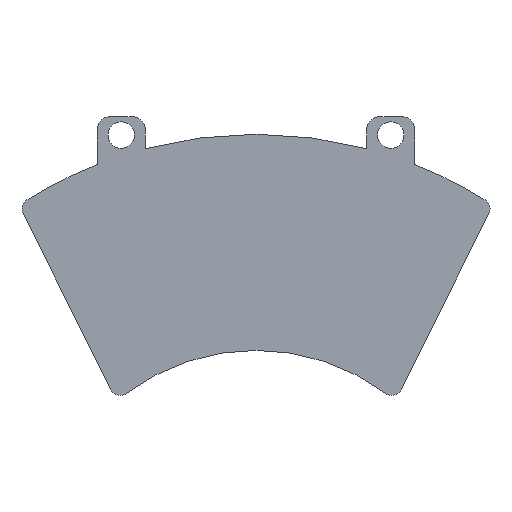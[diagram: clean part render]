
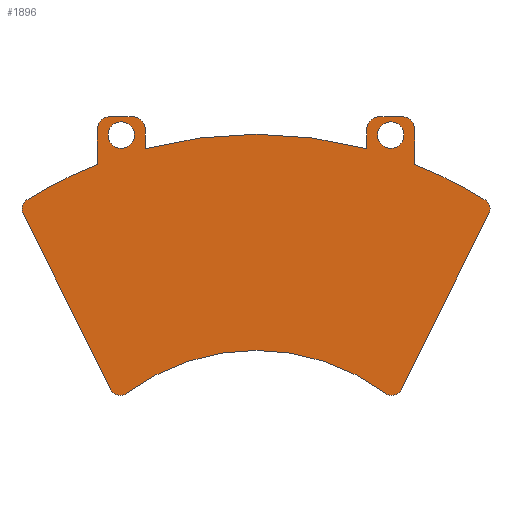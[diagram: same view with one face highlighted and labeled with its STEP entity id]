
A CAD part, front view. The second image highlights one B-rep face of the part: STEP entity #1896.
In plain terms, the highlighted planar face has unit normal (0, -1, 0).
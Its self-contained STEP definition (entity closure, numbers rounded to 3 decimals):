
#57=CARTESIAN_POINT('Line Origine',(60.,-10.,158.439)) ;
#61=CARTESIAN_POINT('Vertex',(60.,-10.,165.)) ;
#63=CARTESIAN_POINT('Vertex',(60.,-10.,151.878)) ;
#97=CARTESIAN_POINT('Axis2P3D Location',(55.,-10.,165.)) ;
#101=CARTESIAN_POINT('Vertex',(55.,-10.,170.)) ;
#128=CARTESIAN_POINT('Line Origine',(50.91,-10.,170.)) ;
#132=CARTESIAN_POINT('Vertex',(46.821,-10.,170.)) ;
#159=CARTESIAN_POINT('Axis2P3D Location',(46.821,-10.,165.)) ;
#163=CARTESIAN_POINT('Vertex',(41.821,-10.,165.)) ;
#190=CARTESIAN_POINT('Line Origine',(41.821,-10.,161.427)) ;
#194=CARTESIAN_POINT('Vertex',(41.821,-10.,157.854)) ;
#221=CARTESIAN_POINT('Axis2P3D Location',(0.,-10.,0.)) ;
#225=CARTESIAN_POINT('Vertex',(-41.821,-10.,157.854)) ;
#252=CARTESIAN_POINT('Line Origine',(-41.821,-10.,161.427)) ;
#256=CARTESIAN_POINT('Vertex',(-41.821,-10.,165.)) ;
#283=CARTESIAN_POINT('Axis2P3D Location',(-46.821,-10.,165.)) ;
#287=CARTESIAN_POINT('Vertex',(-46.821,-10.,170.)) ;
#309=CARTESIAN_POINT('Line Origine',(-50.91,-10.,170.)) ;
#313=CARTESIAN_POINT('Vertex',(-55.,-10.,170.)) ;
#340=CARTESIAN_POINT('Axis2P3D Location',(-55.,-10.,165.)) ;
#344=CARTESIAN_POINT('Vertex',(-60.,-10.,165.)) ;
#371=CARTESIAN_POINT('Line Origine',(-60.,-10.,158.439)) ;
#375=CARTESIAN_POINT('Vertex',(-60.,-10.,151.878)) ;
#402=CARTESIAN_POINT('Axis2P3D Location',(-50.911,-10.,163.)) ;
#406=CARTESIAN_POINT('Vertex',(-55.911,-10.,163.)) ;
#408=CARTESIAN_POINT('Vertex',(-45.911,-10.,163.)) ;
#437=CARTESIAN_POINT('Axis2P3D Location',(-50.911,-10.,163.)) ;
#459=CARTESIAN_POINT('Axis2P3D Location',(50.911,-10.,163.)) ;
#463=CARTESIAN_POINT('Vertex',(55.911,-10.,163.)) ;
#465=CARTESIAN_POINT('Vertex',(45.911,-10.,163.)) ;
#494=CARTESIAN_POINT('Axis2P3D Location',(50.911,-10.,163.)) ;
#1623=CARTESIAN_POINT('Axis2P3D Location',(51.274,-10.,68.607)) ;
#1627=CARTESIAN_POINT('Vertex',(54.854,-10.,66.822)) ;
#1629=CARTESIAN_POINT('Vertex',(48.88,-10.,65.403)) ;
#1665=CARTESIAN_POINT('Axis2P3D Location',(0.,-10.,0.)) ;
#1669=CARTESIAN_POINT('Vertex',(86.544,-10.,138.481)) ;
#1689=CARTESIAN_POINT('Line Origine',(71.429,-10.,100.063)) ;
#1693=CARTESIAN_POINT('Vertex',(88.004,-10.,133.304)) ;
#1720=CARTESIAN_POINT('Axis2P3D Location',(84.424,-10.,135.089)) ;
#1748=CARTESIAN_POINT('Vertex',(-48.88,-10.,65.403)) ;
#1756=CARTESIAN_POINT('Axis2P3D Location',(0.,-10.,0.)) ;
#1773=CARTESIAN_POINT('Axis2P3D Location',(-51.274,-10.,68.607)) ;
#1777=CARTESIAN_POINT('Vertex',(-54.854,-10.,66.822)) ;
#1799=CARTESIAN_POINT('Axis2P3D Location',(0.,-10.,0.)) ;
#1803=CARTESIAN_POINT('Vertex',(-86.544,-10.,138.481)) ;
#1836=CARTESIAN_POINT('Vertex',(-88.004,-10.,133.304)) ;
#1844=CARTESIAN_POINT('Line Origine',(-71.429,-10.,100.063)) ;
#1856=CARTESIAN_POINT('Axis2P3D Location',(0.,-10.,0.)) ;
#1861=CARTESIAN_POINT('Axis2P3D Location',(-84.424,-10.,135.089)) ;
#58=DIRECTION('Vector Direction',(0.,0.,1.)) ;
#98=DIRECTION('Axis2P3D Direction',(0.,1.,-0.)) ;
#129=DIRECTION('Vector Direction',(-1.,0.,0.)) ;
#160=DIRECTION('Axis2P3D Direction',(0.,1.,-0.)) ;
#191=DIRECTION('Vector Direction',(0.,0.,-1.)) ;
#222=DIRECTION('Axis2P3D Direction',(0.,1.,-0.)) ;
#253=DIRECTION('Vector Direction',(0.,0.,-1.)) ;
#284=DIRECTION('Axis2P3D Direction',(0.,1.,-0.)) ;
#310=DIRECTION('Vector Direction',(1.,0.,0.)) ;
#341=DIRECTION('Axis2P3D Direction',(0.,1.,-0.)) ;
#372=DIRECTION('Vector Direction',(0.,0.,1.)) ;
#403=DIRECTION('Axis2P3D Direction',(0.,1.,-0.)) ;
#438=DIRECTION('Axis2P3D Direction',(0.,1.,-0.)) ;
#460=DIRECTION('Axis2P3D Direction',(0.,1.,-0.)) ;
#495=DIRECTION('Axis2P3D Direction',(0.,1.,-0.)) ;
#1624=DIRECTION('Axis2P3D Direction',(0.,-1.,0.)) ;
#1666=DIRECTION('Axis2P3D Direction',(0.,1.,-0.)) ;
#1690=DIRECTION('Vector Direction',(0.446,0.,0.895)) ;
#1721=DIRECTION('Axis2P3D Direction',(-0.,1.,0.)) ;
#1757=DIRECTION('Axis2P3D Direction',(0.,1.,-0.)) ;
#1774=DIRECTION('Axis2P3D Direction',(0.,1.,0.)) ;
#1800=DIRECTION('Axis2P3D Direction',(0.,1.,-0.)) ;
#1845=DIRECTION('Vector Direction',(-0.446,0.,0.895)) ;
#1857=DIRECTION('Axis2P3D Direction',(0.,1.,-0.)) ;
#1858=DIRECTION('Axis2P3D XDirection',(-1.,0.,0.)) ;
#1862=DIRECTION('Axis2P3D Direction',(0.,1.,-0.)) ;
#99=AXIS2_PLACEMENT_3D('Circle Axis2P3D',#97,#98,$) ;
#161=AXIS2_PLACEMENT_3D('Circle Axis2P3D',#159,#160,$) ;
#223=AXIS2_PLACEMENT_3D('Circle Axis2P3D',#221,#222,$) ;
#285=AXIS2_PLACEMENT_3D('Circle Axis2P3D',#283,#284,$) ;
#342=AXIS2_PLACEMENT_3D('Circle Axis2P3D',#340,#341,$) ;
#404=AXIS2_PLACEMENT_3D('Circle Axis2P3D',#402,#403,$) ;
#439=AXIS2_PLACEMENT_3D('Circle Axis2P3D',#437,#438,$) ;
#461=AXIS2_PLACEMENT_3D('Circle Axis2P3D',#459,#460,$) ;
#496=AXIS2_PLACEMENT_3D('Circle Axis2P3D',#494,#495,$) ;
#1625=AXIS2_PLACEMENT_3D('Circle Axis2P3D',#1623,#1624,$) ;
#1667=AXIS2_PLACEMENT_3D('Circle Axis2P3D',#1665,#1666,$) ;
#1722=AXIS2_PLACEMENT_3D('Circle Axis2P3D',#1720,#1721,$) ;
#1758=AXIS2_PLACEMENT_3D('Circle Axis2P3D',#1756,#1757,$) ;
#1775=AXIS2_PLACEMENT_3D('Circle Axis2P3D',#1773,#1774,$) ;
#1801=AXIS2_PLACEMENT_3D('Circle Axis2P3D',#1799,#1800,$) ;
#1859=AXIS2_PLACEMENT_3D('Plane Axis2P3D',#1856,#1857,#1858) ;
#1863=AXIS2_PLACEMENT_3D('Circle Axis2P3D',#1861,#1862,$) ;
#1867=ORIENTED_EDGE('',*,*,#1865,.F.) ;
#1868=ORIENTED_EDGE('',*,*,#1848,.F.) ;
#1869=ORIENTED_EDGE('',*,*,#1779,.F.) ;
#1870=ORIENTED_EDGE('',*,*,#1760,.F.) ;
#1871=ORIENTED_EDGE('',*,*,#1631,.F.) ;
#1872=ORIENTED_EDGE('',*,*,#1695,.F.) ;
#1873=ORIENTED_EDGE('',*,*,#1724,.F.) ;
#1874=ORIENTED_EDGE('',*,*,#1671,.F.) ;
#1875=ORIENTED_EDGE('',*,*,#65,.F.) ;
#1876=ORIENTED_EDGE('',*,*,#103,.F.) ;
#1877=ORIENTED_EDGE('',*,*,#134,.F.) ;
#1878=ORIENTED_EDGE('',*,*,#165,.F.) ;
#1879=ORIENTED_EDGE('',*,*,#196,.F.) ;
#1880=ORIENTED_EDGE('',*,*,#227,.F.) ;
#1881=ORIENTED_EDGE('',*,*,#258,.F.) ;
#1882=ORIENTED_EDGE('',*,*,#289,.F.) ;
#1883=ORIENTED_EDGE('',*,*,#315,.F.) ;
#1884=ORIENTED_EDGE('',*,*,#346,.F.) ;
#1885=ORIENTED_EDGE('',*,*,#377,.F.) ;
#1886=ORIENTED_EDGE('',*,*,#1805,.F.) ;
#1889=ORIENTED_EDGE('',*,*,#467,.T.) ;
#1890=ORIENTED_EDGE('',*,*,#498,.T.) ;
#1893=ORIENTED_EDGE('',*,*,#410,.T.) ;
#1894=ORIENTED_EDGE('',*,*,#441,.T.) ;
#1891=FACE_BOUND('',#1888,.T.) ;
#1895=FACE_BOUND('',#1892,.T.) ;
#59=VECTOR('Line Direction',#58,1.) ;
#130=VECTOR('Line Direction',#129,1.) ;
#192=VECTOR('Line Direction',#191,1.) ;
#254=VECTOR('Line Direction',#253,1.) ;
#311=VECTOR('Line Direction',#310,1.) ;
#373=VECTOR('Line Direction',#372,1.) ;
#1691=VECTOR('Line Direction',#1690,1.) ;
#1846=VECTOR('Line Direction',#1845,1.) ;
#1896=ADVANCED_FACE('PartBody',(#1887,#1891,#1895),#1860,.F.) ;
#100=CIRCLE('generated circle',#99,5.) ;
#162=CIRCLE('generated circle',#161,5.) ;
#224=CIRCLE('generated circle',#223,163.3) ;
#286=CIRCLE('generated circle',#285,5.) ;
#343=CIRCLE('generated circle',#342,5.) ;
#405=CIRCLE('generated circle',#404,5.) ;
#440=CIRCLE('generated circle',#439,5.) ;
#462=CIRCLE('generated circle',#461,5.) ;
#497=CIRCLE('generated circle',#496,5.) ;
#1626=CIRCLE('generated circle',#1625,4.) ;
#1668=CIRCLE('generated circle',#1667,163.3) ;
#1723=CIRCLE('generated circle',#1722,4.) ;
#1759=CIRCLE('generated circle',#1758,81.65) ;
#1776=CIRCLE('generated circle',#1775,4.) ;
#1802=CIRCLE('generated circle',#1801,163.3) ;
#1864=CIRCLE('generated circle',#1863,4.) ;
#65=EDGE_CURVE('',#62,#64,#60,.F.) ;
#103=EDGE_CURVE('',#102,#62,#100,.T.) ;
#134=EDGE_CURVE('',#133,#102,#131,.F.) ;
#165=EDGE_CURVE('',#164,#133,#162,.T.) ;
#196=EDGE_CURVE('',#195,#164,#193,.F.) ;
#227=EDGE_CURVE('',#226,#195,#224,.T.) ;
#258=EDGE_CURVE('',#257,#226,#255,.T.) ;
#289=EDGE_CURVE('',#288,#257,#286,.T.) ;
#315=EDGE_CURVE('',#314,#288,#312,.T.) ;
#346=EDGE_CURVE('',#345,#314,#343,.T.) ;
#377=EDGE_CURVE('',#376,#345,#374,.T.) ;
#410=EDGE_CURVE('',#407,#409,#405,.T.) ;
#441=EDGE_CURVE('',#409,#407,#440,.T.) ;
#467=EDGE_CURVE('',#464,#466,#462,.T.) ;
#498=EDGE_CURVE('',#466,#464,#497,.T.) ;
#1631=EDGE_CURVE('',#1628,#1630,#1626,.F.) ;
#1671=EDGE_CURVE('',#64,#1670,#1668,.T.) ;
#1695=EDGE_CURVE('',#1694,#1628,#1692,.F.) ;
#1724=EDGE_CURVE('',#1670,#1694,#1723,.T.) ;
#1760=EDGE_CURVE('',#1630,#1749,#1759,.F.) ;
#1779=EDGE_CURVE('',#1749,#1778,#1776,.T.) ;
#1805=EDGE_CURVE('',#1804,#376,#1802,.T.) ;
#1848=EDGE_CURVE('',#1778,#1837,#1847,.T.) ;
#1865=EDGE_CURVE('',#1837,#1804,#1864,.T.) ;
#1866=EDGE_LOOP('',(#1867,#1868,#1869,#1870,#1871,#1872,#1873,#1874,#1875,#1876,#1877,#1878,#1879,#1880,#1881,#1882,#1883,#1884,#1885,#1886)) ;
#1888=EDGE_LOOP('',(#1889,#1890)) ;
#1892=EDGE_LOOP('',(#1893,#1894)) ;
#1887=FACE_OUTER_BOUND('',#1866,.T.) ;
#60=LINE('Line',#57,#59) ;
#131=LINE('Line',#128,#130) ;
#193=LINE('Line',#190,#192) ;
#255=LINE('Line',#252,#254) ;
#312=LINE('Line',#309,#311) ;
#374=LINE('Line',#371,#373) ;
#1692=LINE('Line',#1689,#1691) ;
#1847=LINE('Line',#1844,#1846) ;
#1860=PLANE('',#1859) ;
#62=VERTEX_POINT('',#61) ;
#64=VERTEX_POINT('',#63) ;
#102=VERTEX_POINT('',#101) ;
#133=VERTEX_POINT('',#132) ;
#164=VERTEX_POINT('',#163) ;
#195=VERTEX_POINT('',#194) ;
#226=VERTEX_POINT('',#225) ;
#257=VERTEX_POINT('',#256) ;
#288=VERTEX_POINT('',#287) ;
#314=VERTEX_POINT('',#313) ;
#345=VERTEX_POINT('',#344) ;
#376=VERTEX_POINT('',#375) ;
#407=VERTEX_POINT('',#406) ;
#409=VERTEX_POINT('',#408) ;
#464=VERTEX_POINT('',#463) ;
#466=VERTEX_POINT('',#465) ;
#1628=VERTEX_POINT('',#1627) ;
#1630=VERTEX_POINT('',#1629) ;
#1670=VERTEX_POINT('',#1669) ;
#1694=VERTEX_POINT('',#1693) ;
#1749=VERTEX_POINT('',#1748) ;
#1778=VERTEX_POINT('',#1777) ;
#1804=VERTEX_POINT('',#1803) ;
#1837=VERTEX_POINT('',#1836) ;
